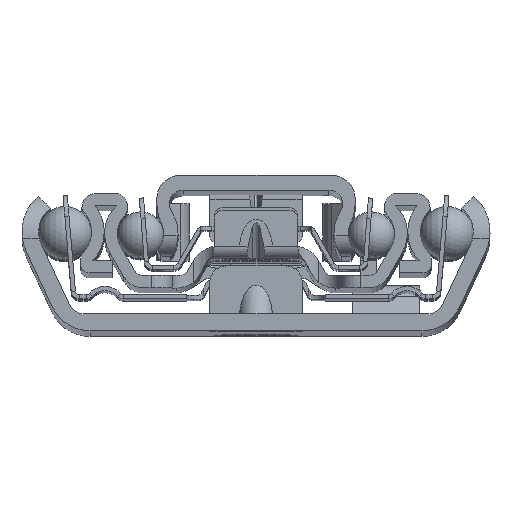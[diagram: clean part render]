
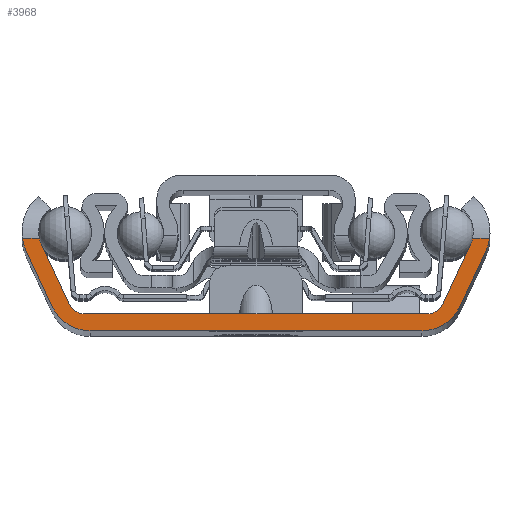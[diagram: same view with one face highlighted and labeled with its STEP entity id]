
A CAD part, top view. The second image highlights one B-rep face of the part: STEP entity #3968.
In plain terms, the highlighted planar face has unit normal (0, 0, 1).
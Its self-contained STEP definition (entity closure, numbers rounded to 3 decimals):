
#36=DIRECTION('',(1.,0.,0.));
#37=VECTOR('',#36,2.024);
#38=CARTESIAN_POINT('',(-27.841,11.,0.));
#39=LINE('',#38,#37);
#40=CARTESIAN_POINT('',(-22.41,11.8,0.));
#41=DIRECTION('',(0.,0.,-1.));
#42=DIRECTION('',(-0.906,-0.423,0.));
#43=AXIS2_PLACEMENT_3D('',#40,#41,#42);
#45=DIRECTION('',(-0.423,0.906,0.));
#46=VECTOR('',#45,7.907);
#47=CARTESIAN_POINT('',(-22.24,3.155,0.));
#48=LINE('',#47,#46);
#49=CARTESIAN_POINT('',(-20.428,4.,0.));
#50=DIRECTION('',(0.,0.,-1.));
#51=DIRECTION('',(0.,-1.,0.));
#52=AXIS2_PLACEMENT_3D('',#49,#50,#51);
#54=DIRECTION('',(-1.,0.,0.));
#55=VECTOR('',#54,40.856);
#56=CARTESIAN_POINT('',(20.428,2.,0.));
#57=LINE('',#56,#55);
#58=CARTESIAN_POINT('',(20.428,4.,0.));
#59=DIRECTION('',(0.,0.,-1.));
#60=DIRECTION('',(0.906,-0.423,0.));
#61=AXIS2_PLACEMENT_3D('',#58,#59,#60);
#63=DIRECTION('',(-0.423,-0.906,0.));
#64=VECTOR('',#63,7.907);
#65=CARTESIAN_POINT('',(25.582,10.321,0.));
#66=LINE('',#65,#64);
#67=CARTESIAN_POINT('',(22.41,11.8,0.));
#68=DIRECTION('',(0.,0.,-1.));
#69=DIRECTION('',(0.974,-0.229,0.));
#70=AXIS2_PLACEMENT_3D('',#67,#68,#69);
#72=DIRECTION('',(1.,0.,0.));
#73=VECTOR('',#72,2.024);
#74=CARTESIAN_POINT('',(25.817,11.,0.));
#75=LINE('',#74,#73);
#76=CARTESIAN_POINT('',(22.41,11.8,0.));
#77=DIRECTION('',(0.,0.,1.));
#78=DIRECTION('',(0.906,-0.423,0.));
#79=AXIS2_PLACEMENT_3D('',#76,#77,#78);
#81=DIRECTION('',(0.423,0.906,0.));
#82=VECTOR('',#81,7.274);
#83=CARTESIAN_POINT('',(24.311,2.887,0.));
#84=LINE('',#83,#82);
#85=CARTESIAN_POINT('',(19.78,5.,0.));
#86=DIRECTION('',(0.,0.,1.));
#87=DIRECTION('',(0.,-1.,0.));
#88=AXIS2_PLACEMENT_3D('',#85,#86,#87);
#90=DIRECTION('',(1.,0.,0.));
#91=VECTOR('',#90,39.56);
#92=CARTESIAN_POINT('',(-19.78,0.,0.));
#93=LINE('',#92,#91);
#94=CARTESIAN_POINT('',(-19.78,5.,0.));
#95=DIRECTION('',(0.,0.,1.));
#96=DIRECTION('',(-0.906,-0.423,0.));
#97=AXIS2_PLACEMENT_3D('',#94,#95,#96);
#99=DIRECTION('',(0.423,-0.906,0.));
#100=VECTOR('',#99,7.274);
#101=CARTESIAN_POINT('',(-27.386,9.48,0.));
#102=LINE('',#101,#100);
#103=CARTESIAN_POINT('',(-22.41,11.8,0.));
#104=DIRECTION('',(0.,0.,1.));
#105=DIRECTION('',(-0.989,-0.146,0.));
#106=AXIS2_PLACEMENT_3D('',#103,#104,#105);
#3320=CARTESIAN_POINT('',(-20.428,2.,0.));
#3321=CARTESIAN_POINT('',(-22.24,3.155,0.));
#3322=VERTEX_POINT('',#3320);
#3323=VERTEX_POINT('',#3321);
#3324=CARTESIAN_POINT('',(-25.582,10.321,0.));
#3325=VERTEX_POINT('',#3324);
#3326=CARTESIAN_POINT('',(-27.386,9.48,0.));
#3327=CARTESIAN_POINT('',(-24.311,2.887,0.));
#3328=VERTEX_POINT('',#3326);
#3329=VERTEX_POINT('',#3327);
#3330=CARTESIAN_POINT('',(-19.78,0.,0.));
#3331=VERTEX_POINT('',#3330);
#3332=CARTESIAN_POINT('',(19.78,0.,0.));
#3333=VERTEX_POINT('',#3332);
#3334=CARTESIAN_POINT('',(24.311,2.887,0.));
#3335=VERTEX_POINT('',#3334);
#3336=CARTESIAN_POINT('',(27.386,9.48,0.));
#3337=VERTEX_POINT('',#3336);
#3338=CARTESIAN_POINT('',(25.582,10.321,0.));
#3339=CARTESIAN_POINT('',(22.24,3.155,0.));
#3340=VERTEX_POINT('',#3338);
#3341=VERTEX_POINT('',#3339);
#3342=CARTESIAN_POINT('',(20.428,2.,0.));
#3343=VERTEX_POINT('',#3342);
#3552=CARTESIAN_POINT('',(-27.841,11.,0.));
#3553=CARTESIAN_POINT('',(-25.817,11.,0.));
#3554=VERTEX_POINT('',#3552);
#3555=VERTEX_POINT('',#3553);
#3556=CARTESIAN_POINT('',(25.817,11.,0.));
#3557=CARTESIAN_POINT('',(27.841,11.,0.));
#3558=VERTEX_POINT('',#3556);
#3559=VERTEX_POINT('',#3557);
#3929=CARTESIAN_POINT('',(0.,0.,0.));
#3930=DIRECTION('',(0.,0.,1.));
#3931=DIRECTION('',(1.,0.,0.));
#3932=AXIS2_PLACEMENT_3D('',#3929,#3930,#3931);
#3933=PLANE('',#3932);
#3935=ORIENTED_EDGE('',*,*,#3934,.T.);
#3937=ORIENTED_EDGE('',*,*,#3936,.F.);
#3939=ORIENTED_EDGE('',*,*,#3938,.F.);
#3941=ORIENTED_EDGE('',*,*,#3940,.F.);
#3943=ORIENTED_EDGE('',*,*,#3942,.F.);
#3945=ORIENTED_EDGE('',*,*,#3944,.F.);
#3947=ORIENTED_EDGE('',*,*,#3946,.F.);
#3949=ORIENTED_EDGE('',*,*,#3948,.F.);
#3951=ORIENTED_EDGE('',*,*,#3950,.T.);
#3953=ORIENTED_EDGE('',*,*,#3952,.F.);
#3955=ORIENTED_EDGE('',*,*,#3954,.F.);
#3957=ORIENTED_EDGE('',*,*,#3956,.F.);
#3959=ORIENTED_EDGE('',*,*,#3958,.F.);
#3961=ORIENTED_EDGE('',*,*,#3960,.F.);
#3963=ORIENTED_EDGE('',*,*,#3962,.F.);
#3965=ORIENTED_EDGE('',*,*,#3964,.F.);
#3966=EDGE_LOOP('',(#3935,#3937,#3939,#3941,#3943,#3945,#3947,#3949,#3951,#3953,
#3955,#3957,#3959,#3961,#3963,#3965));
#3967=FACE_OUTER_BOUND('',#3966,.F.);
#3968=ADVANCED_FACE('',(#3967),#3933,.T.);
#44=CIRCLE('',#43,3.5);
#53=CIRCLE('',#52,2.);
#62=CIRCLE('',#61,2.);
#71=CIRCLE('',#70,3.5);
#80=CIRCLE('',#79,5.49);
#89=CIRCLE('',#88,5.);
#98=CIRCLE('',#97,5.);
#107=CIRCLE('',#106,5.49);
#3934=EDGE_CURVE('',#3554,#3555,#39,.T.);
#3936=EDGE_CURVE('',#3325,#3555,#44,.T.);
#3938=EDGE_CURVE('',#3323,#3325,#48,.T.);
#3940=EDGE_CURVE('',#3322,#3323,#53,.T.);
#3942=EDGE_CURVE('',#3343,#3322,#57,.T.);
#3944=EDGE_CURVE('',#3341,#3343,#62,.T.);
#3946=EDGE_CURVE('',#3340,#3341,#66,.T.);
#3948=EDGE_CURVE('',#3558,#3340,#71,.T.);
#3950=EDGE_CURVE('',#3558,#3559,#75,.T.);
#3952=EDGE_CURVE('',#3337,#3559,#80,.T.);
#3954=EDGE_CURVE('',#3335,#3337,#84,.T.);
#3956=EDGE_CURVE('',#3333,#3335,#89,.T.);
#3958=EDGE_CURVE('',#3331,#3333,#93,.T.);
#3960=EDGE_CURVE('',#3329,#3331,#98,.T.);
#3962=EDGE_CURVE('',#3328,#3329,#102,.T.);
#3964=EDGE_CURVE('',#3554,#3328,#107,.T.);
